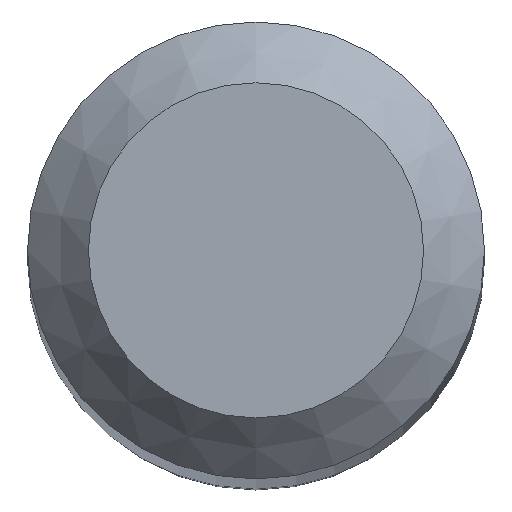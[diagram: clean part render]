
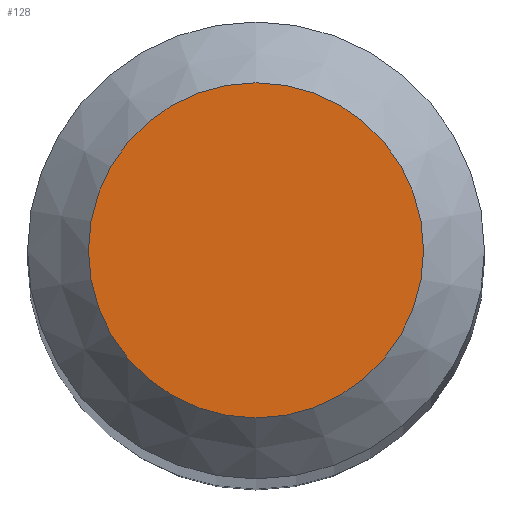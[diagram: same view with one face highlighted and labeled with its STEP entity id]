
A CAD part, top view. The second image highlights one B-rep face of the part: STEP entity #128.
In plain terms, the highlighted planar face has unit normal (0, 0, 1).
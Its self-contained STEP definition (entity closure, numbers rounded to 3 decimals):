
#3 = CARTESIAN_POINT ( 'NONE',  ( 0., 0.55, 30. ) ) ;
#4 = DIRECTION ( 'NONE',  ( 0., 0., -1. ) ) ;
#11 = EDGE_LOOP ( 'NONE', ( #90 ) ) ;
#21 = PLANE ( 'NONE',  #139 ) ;
#37 = AXIS2_PLACEMENT_3D ( 'NONE', #38, #4, #166 ) ;
#38 = CARTESIAN_POINT ( 'NONE',  ( 0., 0., 30. ) ) ;
#65 = VERTEX_POINT ( 'NONE', #3 ) ;
#75 = DIRECTION ( 'NONE',  ( 0., 1., 0. ) ) ;
#90 = ORIENTED_EDGE ( 'NONE', *, *, #201, .F. ) ;
#128 = ADVANCED_FACE ( 'NONE', ( #214 ), #21, .F. ) ;
#129 = CARTESIAN_POINT ( 'NONE',  ( 0., 0., 30. ) ) ;
#130 = DIRECTION ( 'NONE',  ( 0., 0., -1. ) ) ;
#139 = AXIS2_PLACEMENT_3D ( 'NONE', #129, #130, #75 ) ;
#166 = DIRECTION ( 'NONE',  ( 0., 1., 0. ) ) ;
#201 = EDGE_CURVE ( 'NONE', #65, #65, #211, .T. ) ;
#211 = CIRCLE ( 'NONE', #37, 0.55 ) ;
#214 = FACE_OUTER_BOUND ( 'NONE', #11, .T. ) ;
